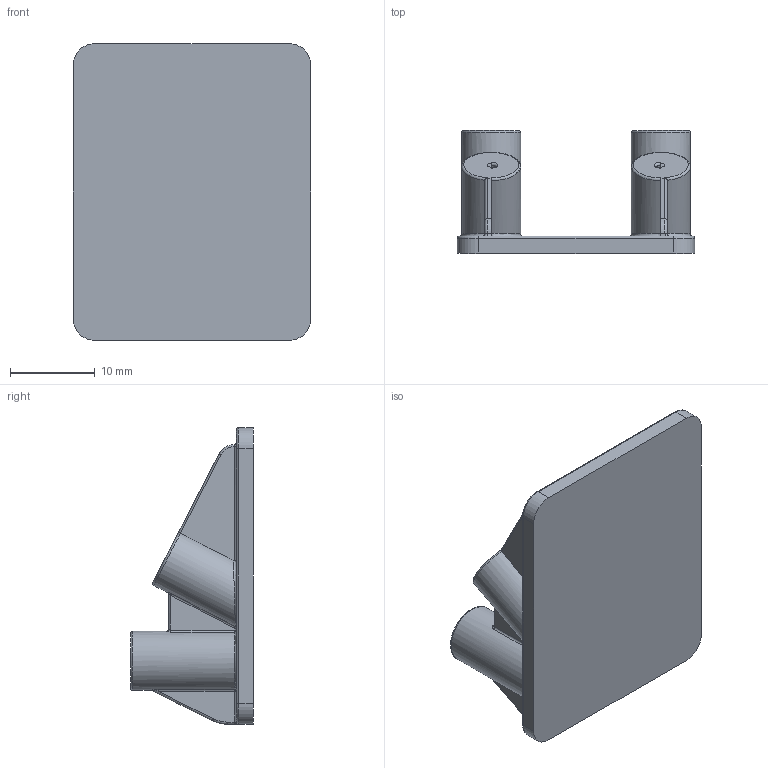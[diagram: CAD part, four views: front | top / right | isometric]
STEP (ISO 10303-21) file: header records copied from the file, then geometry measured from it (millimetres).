
FILE_DESCRIPTION(/* description */ (''),/* implementation_level */ '2;1');
FILE_NAME(/* name */ 'DJI 03 Adapter v2.step',/* time_stamp */ '2025-07-31T19:09:15-04:00',/* author */ (''),/* organization */ (''),/* preprocessor_version */ 'ST-DEVELOPER v20.1',/* originating_system */ 'Autodesk Translation Framework v14.10.0.0',/* authorisation */ '');
FILE_SCHEMA (('AUTOMOTIVE_DESIGN { 1 0 10303 214 3 1 1 }'));
Length unit declared in the file: millimetre
Products named in the file (1): DJI 03 Adapter
Bounding box: 28 x 14.5 x 35 mm (x, y, z)
Volume: 3848 mm3; surface area: 3443.7 mm2
Topology: 1 solids, 1 shells, 167 faces, 386 edges, 221 vertices
Faces by surface type: cylinder 63, plane 42, torus 26, bspline 24, sphere 12
Full cylindrical faces by diameter (mm): 1 x2, 7 x2
Entity records: 5516 total; most frequent: CARTESIAN_POINT 1722, DIRECTION 839, ORIENTED_EDGE 764, EDGE_CURVE 382, AXIS2_PLACEMENT_3D 346, VERTEX_POINT 221, CIRCLE 176, EDGE_LOOP 171
